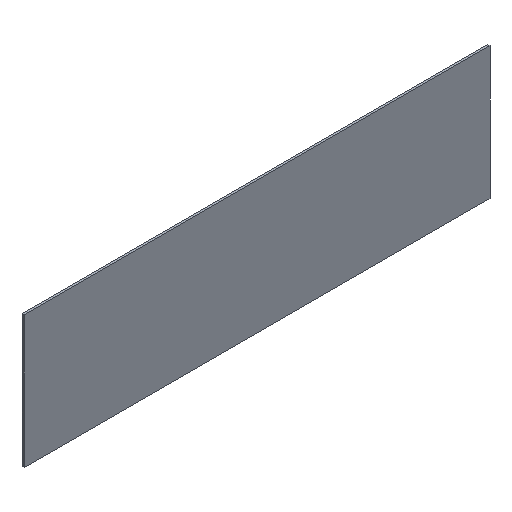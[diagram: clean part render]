
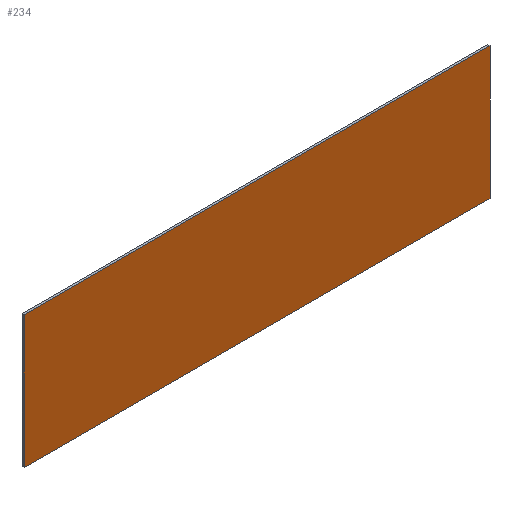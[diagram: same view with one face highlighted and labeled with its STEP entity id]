
A CAD part, isometric view. The second image highlights one B-rep face of the part: STEP entity #234.
In plain terms, the highlighted planar face has unit normal (0, -1, 0).
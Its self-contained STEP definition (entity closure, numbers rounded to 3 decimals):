
#16 = LINE ( 'NONE', #132, #186 ) ;
#18 = VECTOR ( 'NONE', #210, 1000. ) ;
#22 = CARTESIAN_POINT ( 'NONE',  ( -1100., 0., -312.5 ) ) ;
#26 = LINE ( 'NONE', #228, #18 ) ;
#30 = VERTEX_POINT ( 'NONE', #22 ) ;
#31 = CARTESIAN_POINT ( 'NONE',  ( -1100., 0., 312.5 ) ) ;
#33 = VERTEX_POINT ( 'NONE', #166 ) ;
#45 = VERTEX_POINT ( 'NONE', #129 ) ;
#49 = DIRECTION ( 'NONE',  ( 1., 0., 0. ) ) ;
#63 = LINE ( 'NONE', #31, #91 ) ;
#69 = ORIENTED_EDGE ( 'NONE', *, *, #224, .F. ) ;
#78 = ORIENTED_EDGE ( 'NONE', *, *, #202, .F. ) ;
#91 = VECTOR ( 'NONE', #49, 1000. ) ;
#93 = EDGE_CURVE ( 'NONE', #30, #115, #16, .T. ) ;
#110 = VECTOR ( 'NONE', #182, 1000. ) ;
#115 = VERTEX_POINT ( 'NONE', #223 ) ;
#117 = DIRECTION ( 'NONE',  ( 0., 0., 1. ) ) ;
#129 = CARTESIAN_POINT ( 'NONE',  ( 1100., 0., 312.5 ) ) ;
#130 = ORIENTED_EDGE ( 'NONE', *, *, #93, .F. ) ;
#132 = CARTESIAN_POINT ( 'NONE',  ( -1100., 0., 312.5 ) ) ;
#147 = EDGE_LOOP ( 'NONE', ( #69, #78, #130, #157 ) ) ;
#148 = DIRECTION ( 'NONE',  ( 0., -1., 0. ) ) ;
#149 = PLANE ( 'NONE',  #203 ) ;
#157 = ORIENTED_EDGE ( 'NONE', *, *, #194, .F. ) ;
#166 = CARTESIAN_POINT ( 'NONE',  ( 1100., 0., -312.5 ) ) ;
#167 = CARTESIAN_POINT ( 'NONE',  ( 1100., 0., 312.5 ) ) ;
#182 = DIRECTION ( 'NONE',  ( 0., 0., -1. ) ) ;
#186 = VECTOR ( 'NONE', #117, 1000. ) ;
#194 = EDGE_CURVE ( 'NONE', #33, #30, #26, .T. ) ;
#202 = EDGE_CURVE ( 'NONE', #115, #45, #63, .T. ) ;
#203 = AXIS2_PLACEMENT_3D ( 'NONE', #206, #148, #225 ) ;
#206 = CARTESIAN_POINT ( 'NONE',  ( 0., 0., 0. ) ) ;
#210 = DIRECTION ( 'NONE',  ( -1., 0., 0. ) ) ;
#222 = LINE ( 'NONE', #167, #110 ) ;
#223 = CARTESIAN_POINT ( 'NONE',  ( -1100., 0., 312.5 ) ) ;
#224 = EDGE_CURVE ( 'NONE', #45, #33, #222, .T. ) ;
#225 = DIRECTION ( 'NONE',  ( 0., 0., -1. ) ) ;
#228 = CARTESIAN_POINT ( 'NONE',  ( -1100., 0., -312.5 ) ) ;
#231 = FACE_OUTER_BOUND ( 'NONE', #147, .T. ) ;
#234 = ADVANCED_FACE ( 'NONE', ( #231 ), #149, .T. ) ;
